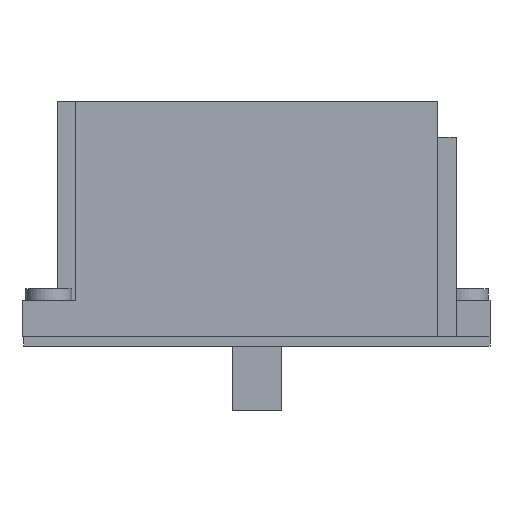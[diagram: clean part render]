
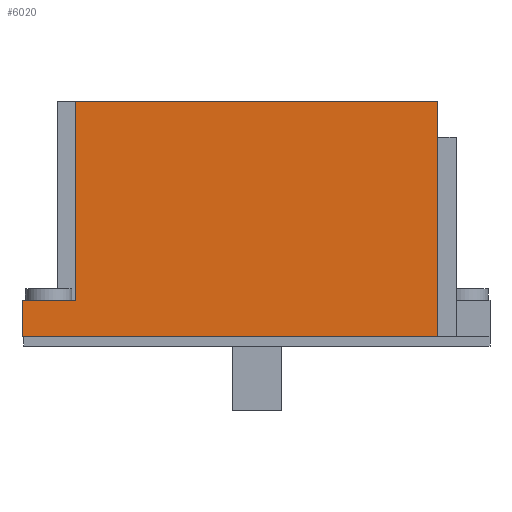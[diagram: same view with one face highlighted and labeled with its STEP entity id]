
A CAD part, front view. The second image highlights one B-rep face of the part: STEP entity #6020.
In plain terms, the highlighted planar face has unit normal (0, -1, 0).
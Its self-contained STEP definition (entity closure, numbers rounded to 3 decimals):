
#321=DIRECTION('',(1.,0.,0.));
#322=VECTOR('',#321,40.);
#323=CARTESIAN_POINT('',(5.75,-0.063,27.05));
#324=LINE('',#323,#322);
#845=DIRECTION('',(0.,0.,1.));
#846=VECTOR('',#845,26.);
#847=CARTESIAN_POINT('',(45.75,-0.063,1.05));
#848=LINE('',#847,#846);
#1945=DIRECTION('',(-1.,0.,0.));
#1946=VECTOR('',#1945,45.93);
#1947=CARTESIAN_POINT('',(45.75,-0.063,1.05));
#1948=LINE('',#1947,#1946);
#1949=DIRECTION('',(0.,0.,1.));
#1950=VECTOR('',#1949,4.);
#1951=CARTESIAN_POINT('',(-0.18,-0.063,1.05));
#1952=LINE('',#1951,#1950);
#1953=DIRECTION('',(0.,0.,1.));
#1954=VECTOR('',#1953,22.);
#1955=CARTESIAN_POINT('',(5.75,-0.063,5.05));
#1956=LINE('',#1955,#1954);
#1961=DIRECTION('',(1.,0.,0.));
#1962=VECTOR('',#1961,5.93);
#1963=CARTESIAN_POINT('',(-0.18,-0.063,5.05));
#1964=LINE('',#1963,#1962);
#2397=CARTESIAN_POINT('',(5.75,-0.063,27.05));
#2398=CARTESIAN_POINT('',(45.75,-0.063,27.05));
#2399=VERTEX_POINT('',#2397);
#2400=VERTEX_POINT('',#2398);
#2407=CARTESIAN_POINT('',(45.75,-0.063,1.05));
#2408=VERTEX_POINT('',#2407);
#2994=CARTESIAN_POINT('',(-0.18,-0.063,1.05));
#2996=VERTEX_POINT('',#2994);
#2998=CARTESIAN_POINT('',(-0.18,-0.063,5.05));
#3000=VERTEX_POINT('',#2998);
#3018=CARTESIAN_POINT('',(5.75,-0.063,5.05));
#3020=VERTEX_POINT('',#3018);
#6005=CARTESIAN_POINT('',(5.75,-0.063,1.05));
#6006=DIRECTION('',(0.,-1.,0.));
#6007=DIRECTION('',(1.,0.,0.));
#6008=AXIS2_PLACEMENT_3D('',#6005,#6006,#6007);
#6009=PLANE('',#6008);
#6010=ORIENTED_EDGE('',*,*,#3210,.T.);
#6012=ORIENTED_EDGE('',*,*,#6011,.T.);
#6014=ORIENTED_EDGE('',*,*,#6013,.T.);
#6015=ORIENTED_EDGE('',*,*,#3392,.T.);
#6016=ORIENTED_EDGE('',*,*,#3459,.T.);
#6017=ORIENTED_EDGE('',*,*,#4232,.F.);
#6018=EDGE_LOOP('',(#6010,#6012,#6014,#6015,#6016,#6017));
#6019=FACE_OUTER_BOUND('',#6018,.F.);
#3210=EDGE_CURVE('',#2408,#2996,#1948,.T.);
#3392=EDGE_CURVE('',#3020,#2399,#1956,.T.);
#3459=EDGE_CURVE('',#2399,#2400,#324,.T.);
#4232=EDGE_CURVE('',#2408,#2400,#848,.T.);
#6011=EDGE_CURVE('',#2996,#3000,#1952,.T.);
#6013=EDGE_CURVE('',#3000,#3020,#1964,.T.);
#6020=ADVANCED_FACE('',(#6019),#6009,.T.);
